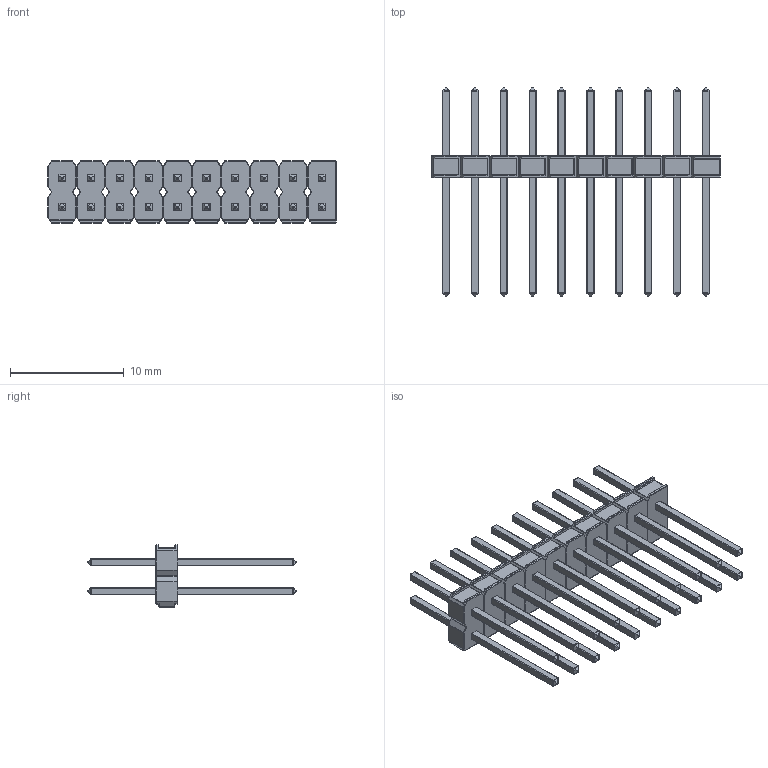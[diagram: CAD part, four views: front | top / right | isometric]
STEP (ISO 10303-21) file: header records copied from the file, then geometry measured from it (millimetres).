
FILE_DESCRIPTION (( 'STEP AP214' ), '1' );
FILE_NAME ('929836-03-10.STEP', '2017-12-19T17:49:39', ( '' ), ( '' ), 'SwSTEP 2.0', 'SolidWorks 2014', '' );
FILE_SCHEMA (( 'AUTOMOTIVE_DESIGN' ));
Length unit declared in the file: millimetre
Products named in the file (3): 836-03-Pin-Middle; 836-03-Pin-End; 929836-03-10
Assembly tree (10 placements, depth 2):
  929836-03-10
    836-03-Pin-End
    836-03-Pin-Middle  x9
Bounding box: 25.4 x 18.3 x 5.46 mm (x, y, z)
Volume: 375.4 mm3; surface area: 1378.8 mm2
Topology: 46 solids, 46 shells, 2558 faces, 5710 edges, 2776 vertices
Faces by surface type: cylinder 1249, sphere 632, plane 631, torus 42, bspline 4
Entity records: 14386 total; most frequent: DIRECTION 2468, CARTESIAN_POINT 2173, ORIENTED_EDGE 2028, EDGE_CURVE 1014, AXIS2_PLACEMENT_3D 975, VERTEX_POINT 536, VECTOR 518, LINE 518
